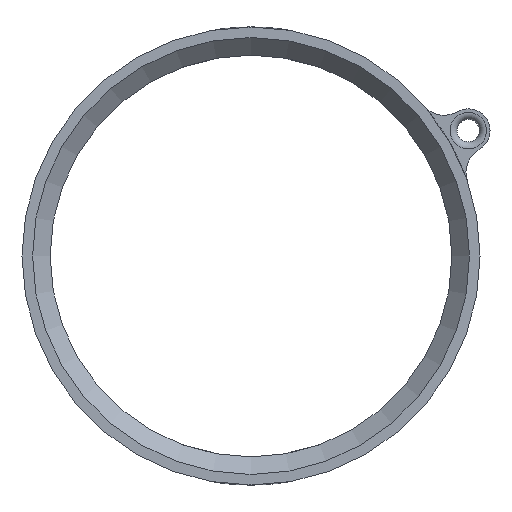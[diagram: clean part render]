
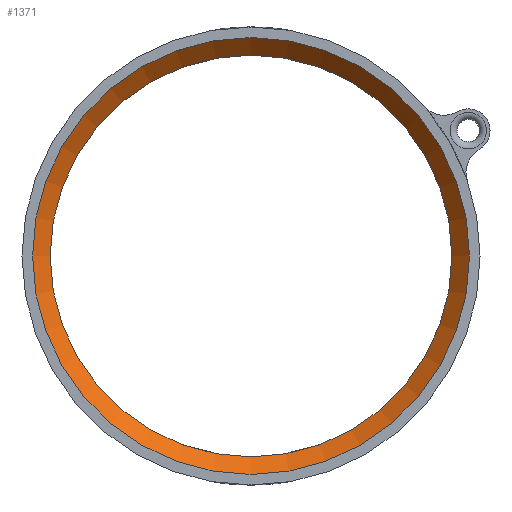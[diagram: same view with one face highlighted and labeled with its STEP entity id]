
A CAD part, front view. The second image highlights one B-rep face of the part: STEP entity #1371.
In plain terms, the highlighted conical face has half-angle 45 degrees and reference radius 29.75 mm.
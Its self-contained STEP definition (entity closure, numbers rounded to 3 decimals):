
#20=CONICAL_SURFACE('',#1448,29.75,0.785);
#69=CIRCLE('',#1434,28.5);
#72=CIRCLE('',#1449,31.);
#157=FACE_OUTER_BOUND('',#242,.T.);
#242=EDGE_LOOP('',(#1189,#1190,#1191,#1192));
#432=LINE('',#5584,#478);
#478=VECTOR('',#1654,29.75);
#598=VERTEX_POINT('',#4361);
#608=VERTEX_POINT('',#5582);
#777=EDGE_CURVE('',#598,#598,#69,.T.);
#807=EDGE_CURVE('',#608,#608,#72,.T.);
#808=EDGE_CURVE('',#608,#598,#432,.T.);
#1189=ORIENTED_EDGE('',*,*,#807,.T.);
#1190=ORIENTED_EDGE('',*,*,#808,.T.);
#1191=ORIENTED_EDGE('',*,*,#777,.T.);
#1192=ORIENTED_EDGE('',*,*,#808,.F.);
#1371=ADVANCED_FACE('',(#157),#20,.F.);
#1434=AXIS2_PLACEMENT_3D('',#4362,#1616,#1617);
#1448=AXIS2_PLACEMENT_3D('',#5581,#1650,#1651);
#1449=AXIS2_PLACEMENT_3D('',#5583,#1652,#1653);
#1616=DIRECTION('center_axis',(0.,1.,0.));
#1617=DIRECTION('ref_axis',(1.,0.,0.));
#1650=DIRECTION('center_axis',(0.,-1.,0.));
#1651=DIRECTION('ref_axis',(1.,0.,0.));
#1652=DIRECTION('center_axis',(0.,-1.,0.));
#1653=DIRECTION('ref_axis',(1.,0.,0.));
#1654=DIRECTION('',(0.707,0.707,0.));
#4361=CARTESIAN_POINT('',(-28.5,-207.5,0.));
#4362=CARTESIAN_POINT('Origin',(0.,-207.5,0.));
#5581=CARTESIAN_POINT('Origin',(0.,-208.75,0.));
#5582=CARTESIAN_POINT('',(-31.,-210.,0.));
#5583=CARTESIAN_POINT('Origin',(0.,-210.,0.));
#5584=CARTESIAN_POINT('',(-29.75,-208.75,0.));
